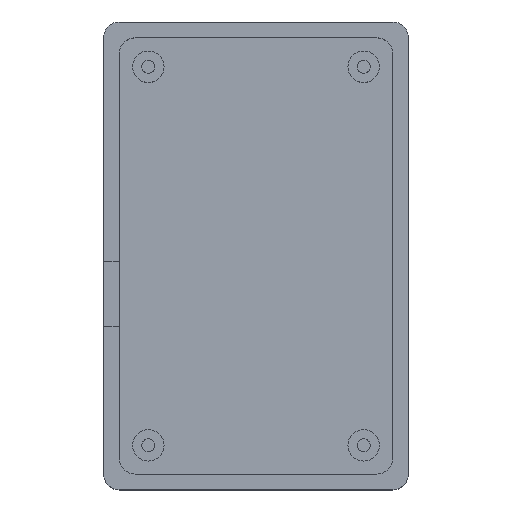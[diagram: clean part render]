
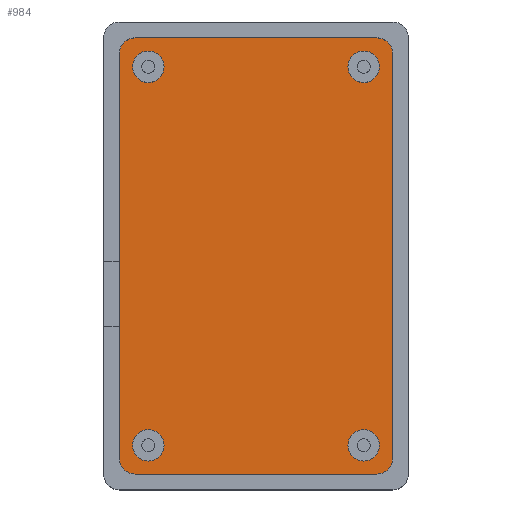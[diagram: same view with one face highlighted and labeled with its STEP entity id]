
A CAD part, top view. The second image highlights one B-rep face of the part: STEP entity #984.
In plain terms, the highlighted planar face has unit normal (0, 0, 1).
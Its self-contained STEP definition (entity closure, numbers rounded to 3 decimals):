
#23=FACE_BOUND('',#197,.T.);
#24=FACE_BOUND('',#198,.T.);
#25=FACE_BOUND('',#199,.T.);
#26=FACE_BOUND('',#200,.T.);
#39=CIRCLE('',#1042,3.);
#40=CIRCLE('',#1045,3.);
#41=CIRCLE('',#1048,3.);
#42=CIRCLE('',#1051,3.);
#44=CIRCLE('',#1058,3.);
#47=CIRCLE('',#1063,3.);
#50=CIRCLE('',#1068,3.);
#53=CIRCLE('',#1073,3.);
#130=FACE_OUTER_BOUND('',#196,.T.);
#196=EDGE_LOOP('',(#867,#868,#869,#870,#871,#872,#873,#874));
#197=EDGE_LOOP('',(#875));
#198=EDGE_LOOP('',(#876));
#199=EDGE_LOOP('',(#877));
#200=EDGE_LOOP('',(#878));
#281=LINE('',#1560,#381);
#284=LINE('',#1568,#384);
#287=LINE('',#1576,#387);
#292=LINE('',#1587,#392);
#381=VECTOR('',#1257,10.);
#384=VECTOR('',#1266,10.);
#387=VECTOR('',#1275,10.);
#392=VECTOR('',#1286,10.);
#465=VERTEX_POINT('',#1552);
#466=VERTEX_POINT('',#1553);
#467=VERTEX_POINT('',#1558);
#468=VERTEX_POINT('',#1562);
#469=VERTEX_POINT('',#1563);
#470=VERTEX_POINT('',#1570);
#471=VERTEX_POINT('',#1571);
#474=VERTEX_POINT('',#1583);
#476=VERTEX_POINT('',#1596);
#479=VERTEX_POINT('',#1605);
#482=VERTEX_POINT('',#1614);
#485=VERTEX_POINT('',#1623);
#578=EDGE_CURVE('',#465,#466,#39,.T.);
#582=EDGE_CURVE('',#467,#466,#281,.T.);
#583=EDGE_CURVE('',#468,#469,#40,.T.);
#586=EDGE_CURVE('',#465,#469,#284,.T.);
#587=EDGE_CURVE('',#470,#471,#41,.T.);
#590=EDGE_CURVE('',#468,#471,#287,.T.);
#594=EDGE_CURVE('',#467,#474,#42,.T.);
#596=EDGE_CURVE('',#470,#474,#292,.T.);
#601=EDGE_CURVE('',#476,#476,#44,.T.);
#605=EDGE_CURVE('',#479,#479,#47,.T.);
#609=EDGE_CURVE('',#482,#482,#50,.T.);
#613=EDGE_CURVE('',#485,#485,#53,.T.);
#867=ORIENTED_EDGE('',*,*,#578,.T.);
#868=ORIENTED_EDGE('',*,*,#582,.F.);
#869=ORIENTED_EDGE('',*,*,#594,.T.);
#870=ORIENTED_EDGE('',*,*,#596,.F.);
#871=ORIENTED_EDGE('',*,*,#587,.T.);
#872=ORIENTED_EDGE('',*,*,#590,.F.);
#873=ORIENTED_EDGE('',*,*,#583,.T.);
#874=ORIENTED_EDGE('',*,*,#586,.F.);
#875=ORIENTED_EDGE('',*,*,#601,.T.);
#876=ORIENTED_EDGE('',*,*,#605,.T.);
#877=ORIENTED_EDGE('',*,*,#609,.T.);
#878=ORIENTED_EDGE('',*,*,#613,.T.);
#926=PLANE('',#1088);
#984=ADVANCED_FACE('',(#130,#23,#24,#25,#26),#926,.F.);
#1042=AXIS2_PLACEMENT_3D('',#1554,#1250,#1251);
#1045=AXIS2_PLACEMENT_3D('',#1564,#1260,#1261);
#1048=AXIS2_PLACEMENT_3D('',#1572,#1269,#1270);
#1051=AXIS2_PLACEMENT_3D('',#1584,#1281,#1282);
#1058=AXIS2_PLACEMENT_3D('',#1598,#1300,#1301);
#1063=AXIS2_PLACEMENT_3D('',#1607,#1311,#1312);
#1068=AXIS2_PLACEMENT_3D('',#1616,#1322,#1323);
#1073=AXIS2_PLACEMENT_3D('',#1625,#1333,#1334);
#1088=AXIS2_PLACEMENT_3D('',#1649,#1367,#1368);
#1250=DIRECTION('center_axis',(0.,0.,1.));
#1251=DIRECTION('ref_axis',(0.707,-0.707,0.));
#1257=DIRECTION('',(0.,-1.,0.));
#1260=DIRECTION('center_axis',(0.,0.,1.));
#1261=DIRECTION('ref_axis',(-0.707,-0.707,0.));
#1266=DIRECTION('',(-1.,0.,0.));
#1269=DIRECTION('center_axis',(0.,0.,1.));
#1270=DIRECTION('ref_axis',(-0.707,0.707,0.));
#1275=DIRECTION('',(0.,1.,0.));
#1281=DIRECTION('center_axis',(0.,0.,1.));
#1282=DIRECTION('ref_axis',(0.707,0.707,0.));
#1286=DIRECTION('',(1.,0.,0.));
#1300=DIRECTION('center_axis',(0.,0.,-1.));
#1301=DIRECTION('ref_axis',(-1.,0.,0.));
#1311=DIRECTION('center_axis',(0.,0.,-1.));
#1312=DIRECTION('ref_axis',(-1.,0.,0.));
#1322=DIRECTION('center_axis',(0.,0.,-1.));
#1323=DIRECTION('ref_axis',(-1.,0.,0.));
#1333=DIRECTION('center_axis',(0.,0.,-1.));
#1334=DIRECTION('ref_axis',(-1.,0.,0.));
#1367=DIRECTION('center_axis',(0.,0.,-1.));
#1368=DIRECTION('ref_axis',(-1.,0.,0.));
#1552=CARTESIAN_POINT('',(52.,3.,1.));
#1553=CARTESIAN_POINT('',(55.,6.,1.));
#1554=CARTESIAN_POINT('Origin',(52.,6.,1.));
#1558=CARTESIAN_POINT('',(55.,83.,1.));
#1560=CARTESIAN_POINT('',(55.,3.,1.));
#1562=CARTESIAN_POINT('',(3.,6.,1.));
#1563=CARTESIAN_POINT('',(6.,3.,1.));
#1564=CARTESIAN_POINT('Origin',(6.,6.,1.));
#1568=CARTESIAN_POINT('',(3.,3.,1.));
#1570=CARTESIAN_POINT('',(6.,86.,1.));
#1571=CARTESIAN_POINT('',(3.,83.,1.));
#1572=CARTESIAN_POINT('Origin',(6.,83.,1.));
#1576=CARTESIAN_POINT('',(3.,86.,1.));
#1583=CARTESIAN_POINT('',(52.,86.,1.));
#1584=CARTESIAN_POINT('Origin',(52.,83.,1.));
#1587=CARTESIAN_POINT('',(55.,86.,1.));
#1596=CARTESIAN_POINT('',(52.5,8.5,1.));
#1598=CARTESIAN_POINT('Origin',(49.5,8.5,1.));
#1605=CARTESIAN_POINT('',(11.5,80.5,1.));
#1607=CARTESIAN_POINT('Origin',(8.5,80.5,1.));
#1614=CARTESIAN_POINT('',(11.5,8.5,1.));
#1616=CARTESIAN_POINT('Origin',(8.5,8.5,1.));
#1623=CARTESIAN_POINT('',(52.5,80.5,1.));
#1625=CARTESIAN_POINT('Origin',(49.5,80.5,1.));
#1649=CARTESIAN_POINT('Origin',(29.,44.5,1.));
